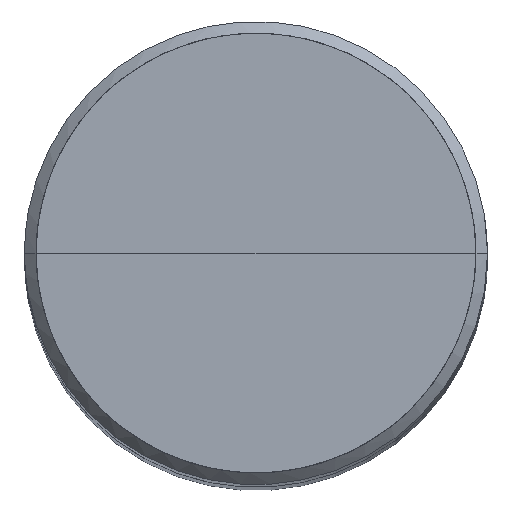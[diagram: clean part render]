
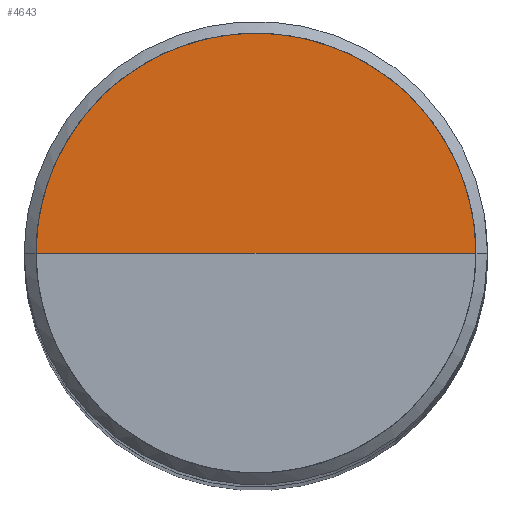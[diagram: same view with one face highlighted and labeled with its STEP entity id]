
A CAD part, top view. The second image highlights one B-rep face of the part: STEP entity #4643.
In plain terms, the highlighted free-form (B-spline) face has degree [1, 2] with [2, 5] control points.
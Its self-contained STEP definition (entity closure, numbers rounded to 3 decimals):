
#4335=CARTESIAN_POINT('',(9.5,0.0,57.8));
#4336=CARTESIAN_POINT('',(9.5,9.5,57.8));
#4337=CARTESIAN_POINT('',(0.0,9.5,57.8));
#4338=CARTESIAN_POINT('',(-9.5,9.5,57.8));
#4339=CARTESIAN_POINT('',(-9.5,0.0,57.8));
#4340=CARTESIAN_POINT('',(0.0,0.0,57.8));
#4628=(
BOUNDED_SURFACE()
B_SPLINE_SURFACE(1,2,(
(#4335,#4336,#4337,#4338,#4339),
(#4340,#4340,#4340,#4340,#4340)
), .UNSPECIFIED.,.F.,.F.,.F.)
B_SPLINE_SURFACE_WITH_KNOTS((2,2),(3,2,3),(
0.0,1.0),(
0.0,0.5,1.0), .UNSPECIFIED.)
GEOMETRIC_REPRESENTATION_ITEM()
RATIONAL_B_SPLINE_SURFACE(((1.0,0.707,1.0,0.707,1.0),
(1.0,0.707,1.0,0.707,1.0)
))
REPRESENTATION_ITEM('')
SURFACE()
);
#4629=(
BOUNDED_CURVE()
B_SPLINE_CURVE(1,(#4340,#4335),.UNSPECIFIED.,.F.,.F.)
B_SPLINE_CURVE_WITH_KNOTS((2,2),
(0.0,1.0),.UNSPECIFIED.)
CURVE()
GEOMETRIC_REPRESENTATION_ITEM()
RATIONAL_B_SPLINE_CURVE((1.0,1.0))
REPRESENTATION_ITEM('')
);
#4630=(
BOUNDED_CURVE()
B_SPLINE_CURVE(2,(#4335,#4336,#4337,#4338,#4339),.UNSPECIFIED.,.F.,.F.)
B_SPLINE_CURVE_WITH_KNOTS((3,2,3),
(0.0,0.5,1.0),.UNSPECIFIED.)
CURVE()
GEOMETRIC_REPRESENTATION_ITEM()
RATIONAL_B_SPLINE_CURVE((1.0,0.707,1.0,0.707,1.0))
REPRESENTATION_ITEM('')
);
#4631=(
BOUNDED_CURVE()
B_SPLINE_CURVE(1,(#4339,#4340),.UNSPECIFIED.,.F.,.F.)
B_SPLINE_CURVE_WITH_KNOTS((2,2),
(0.0,1.0),.UNSPECIFIED.)
CURVE()
GEOMETRIC_REPRESENTATION_ITEM()
RATIONAL_B_SPLINE_CURVE((1.0,1.0))
REPRESENTATION_ITEM('')
);
#4632=VERTEX_POINT('',#4335);
#4633=VERTEX_POINT('',#4339);
#4634=VERTEX_POINT('',#4340);
#4635=EDGE_CURVE('',#4634,#4632,#4629,.T.);
#4636=EDGE_CURVE('',#4632,#4633,#4630,.T.);
#4637=EDGE_CURVE('',#4633,#4634,#4631,.T.);
#4638=ORIENTED_EDGE('',*,*,#4635,.T.);
#4639=ORIENTED_EDGE('',*,*,#4636,.T.);
#4640=ORIENTED_EDGE('',*,*,#4637,.T.);
#4641=EDGE_LOOP('',(#4638,#4639,#4640));
#4642=FACE_OUTER_BOUND('',#4641,.T.);
#4643=ADVANCED_FACE('',(#4642),#4628,.T.);
